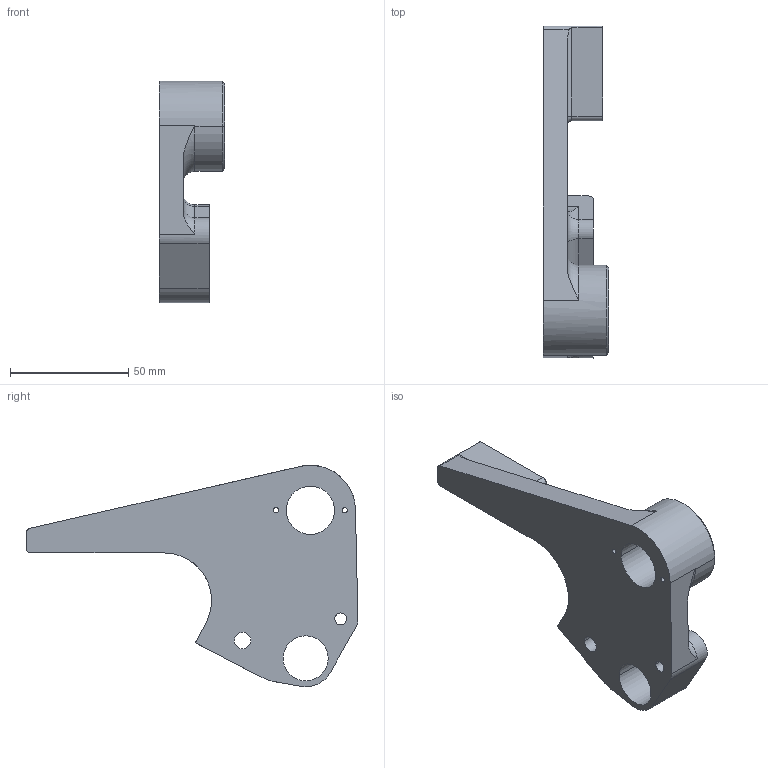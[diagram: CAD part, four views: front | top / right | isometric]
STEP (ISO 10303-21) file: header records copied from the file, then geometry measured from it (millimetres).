
FILE_DESCRIPTION(('CATIA V5 STEP Exchange'),'2;1');
FILE_NAME('Support etrier.stp','2021-02-25T21:20:11+00:00',('none'),('none'),'CATIA Version 5 Release 20 GA (IN-10)','CATIA V5 STEP AP203','none');
FILE_SCHEMA(('CONFIG_CONTROL_DESIGN'));
Length unit declared in the file: millimetre
Products named in the file (1): Part1
Bounding box: 27.5 x 140.05 x 93.47 mm (x, y, z)
Volume: 91314.1 mm3; surface area: 25648.4 mm2
Topology: 1 solids, 1 shells, 217 faces, 619 edges, 408 vertices
Faces by surface type: plane 172, cylinder 33, torus 7, cone 4, revolution 1
Entity records: 6944 total; most frequent: CARTESIAN_POINT 1340, ORIENTED_EDGE 1238, DIRECTION 993, EDGE_CURVE 619, VECTOR 530, LINE 530, VERTEX_POINT 408, AXIS2_PLACEMENT_3D 271
